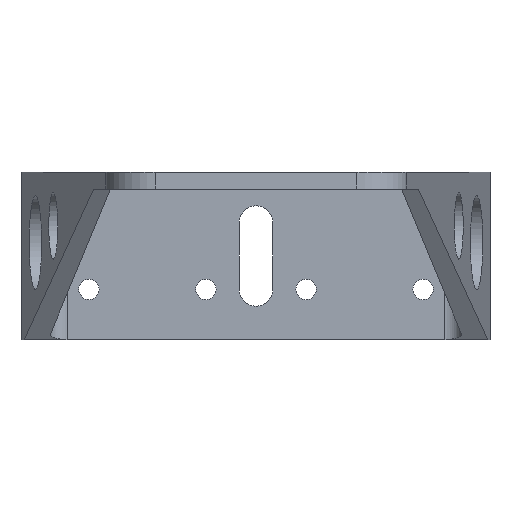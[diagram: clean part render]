
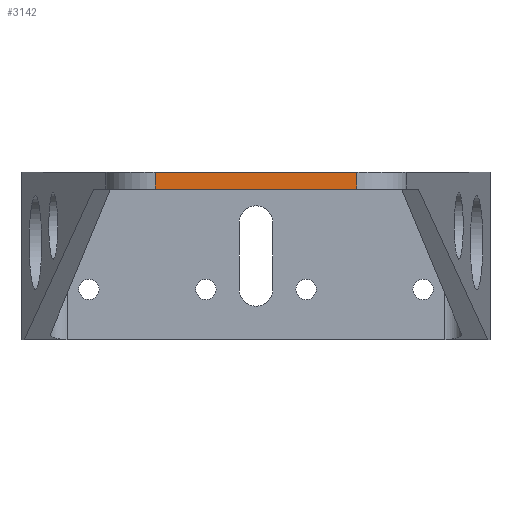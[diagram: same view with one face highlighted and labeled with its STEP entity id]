
A CAD part, front view. The second image highlights one B-rep face of the part: STEP entity #3142.
In plain terms, the highlighted planar face has unit normal (0, -1, 0).
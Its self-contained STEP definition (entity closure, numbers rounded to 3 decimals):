
#32 = PLANE('',#33);
#33 = AXIS2_PLACEMENT_3D('',#34,#35,#36);
#34 = CARTESIAN_POINT('',(-70.,-300.,55.));
#35 = DIRECTION('',(0.,0.,1.));
#36 = DIRECTION('',(0.,1.,0.));
#85 = VERTEX_POINT('',#86);
#86 = CARTESIAN_POINT('',(-30.132,-300.,55.));
#101 = CYLINDRICAL_SURFACE('',#102,15.);
#102 = AXIS2_PLACEMENT_3D('',#103,#104,#105);
#103 = CARTESIAN_POINT('',(-30.132,-285.,55.));
#104 = DIRECTION('',(0.,0.,1.));
#105 = DIRECTION('',(0.,-1.,0.));
#113 = EDGE_CURVE('',#85,#114,#116,.T.);
#114 = VERTEX_POINT('',#115);
#115 = CARTESIAN_POINT('',(30.132,-300.,55.));
#116 = SURFACE_CURVE('',#117,(#121,#128),.PCURVE_S1.);
#117 = LINE('',#118,#119);
#118 = CARTESIAN_POINT('',(-70.,-300.,55.));
#119 = VECTOR('',#120,1.);
#120 = DIRECTION('',(1.,0.,0.));
#121 = PCURVE('',#32,#122);
#122 = DEFINITIONAL_REPRESENTATION('',(#123),#127);
#123 = LINE('',#124,#125);
#124 = CARTESIAN_POINT('',(0.,0.));
#125 = VECTOR('',#126,1.);
#126 = DIRECTION('',(0.,-1.));
#127 = ( GEOMETRIC_REPRESENTATION_CONTEXT(2) 
PARAMETRIC_REPRESENTATION_CONTEXT() REPRESENTATION_CONTEXT('2D SPACE',''
  ) );
#128 = PCURVE('',#129,#134);
#129 = PLANE('',#130);
#130 = AXIS2_PLACEMENT_3D('',#131,#132,#133);
#131 = CARTESIAN_POINT('',(-70.,-300.,50.));
#132 = DIRECTION('',(0.,-1.,0.));
#133 = DIRECTION('',(0.,0.,1.));
#134 = DEFINITIONAL_REPRESENTATION('',(#135),#139);
#135 = LINE('',#136,#137);
#136 = CARTESIAN_POINT('',(5.,0.));
#137 = VECTOR('',#138,1.);
#138 = DIRECTION('',(0.,-1.));
#139 = ( GEOMETRIC_REPRESENTATION_CONTEXT(2) 
PARAMETRIC_REPRESENTATION_CONTEXT() REPRESENTATION_CONTEXT('2D SPACE',''
  ) );
#158 = CYLINDRICAL_SURFACE('',#159,15.);
#159 = AXIS2_PLACEMENT_3D('',#160,#161,#162);
#160 = CARTESIAN_POINT('',(30.132,-285.,55.));
#161 = DIRECTION('',(0.,0.,1.));
#162 = DIRECTION('',(0.,-1.,0.));
#2689 = PLANE('',#2690);
#2690 = AXIS2_PLACEMENT_3D('',#2691,#2692,#2693);
#2691 = CARTESIAN_POINT('',(-70.,-260.,50.));
#2692 = DIRECTION('',(0.,0.,-1.));
#2693 = DIRECTION('',(0.,-1.,0.));
#3041 = VERTEX_POINT('',#3042);
#3042 = CARTESIAN_POINT('',(-30.132,-300.,50.));
#3068 = EDGE_CURVE('',#85,#3041,#3069,.T.);
#3069 = SURFACE_CURVE('',#3070,(#3074,#3081),.PCURVE_S1.);
#3070 = LINE('',#3071,#3072);
#3071 = CARTESIAN_POINT('',(-30.132,-300.,55.));
#3072 = VECTOR('',#3073,1.);
#3073 = DIRECTION('',(0.,0.,-1.));
#3074 = PCURVE('',#101,#3075);
#3075 = DEFINITIONAL_REPRESENTATION('',(#3076),#3080);
#3076 = LINE('',#3077,#3078);
#3077 = CARTESIAN_POINT('',(6.283,0.));
#3078 = VECTOR('',#3079,1.);
#3079 = DIRECTION('',(0.,-1.));
#3080 = ( GEOMETRIC_REPRESENTATION_CONTEXT(2) 
PARAMETRIC_REPRESENTATION_CONTEXT() REPRESENTATION_CONTEXT('2D SPACE',''
  ) );
#3081 = PCURVE('',#129,#3082);
#3082 = DEFINITIONAL_REPRESENTATION('',(#3083),#3087);
#3083 = LINE('',#3084,#3085);
#3084 = CARTESIAN_POINT('',(5.,-39.868));
#3085 = VECTOR('',#3086,1.);
#3086 = DIRECTION('',(-1.,0.));
#3087 = ( GEOMETRIC_REPRESENTATION_CONTEXT(2) 
PARAMETRIC_REPRESENTATION_CONTEXT() REPRESENTATION_CONTEXT('2D SPACE',''
  ) );
#3093 = EDGE_CURVE('',#114,#3094,#3096,.T.);
#3094 = VERTEX_POINT('',#3095);
#3095 = CARTESIAN_POINT('',(30.132,-300.,50.));
#3096 = SURFACE_CURVE('',#3097,(#3101,#3108),.PCURVE_S1.);
#3097 = LINE('',#3098,#3099);
#3098 = CARTESIAN_POINT('',(30.132,-300.,55.));
#3099 = VECTOR('',#3100,1.);
#3100 = DIRECTION('',(0.,0.,-1.));
#3101 = PCURVE('',#158,#3102);
#3102 = DEFINITIONAL_REPRESENTATION('',(#3103),#3107);
#3103 = LINE('',#3104,#3105);
#3104 = CARTESIAN_POINT('',(0.,0.));
#3105 = VECTOR('',#3106,1.);
#3106 = DIRECTION('',(0.,-1.));
#3107 = ( GEOMETRIC_REPRESENTATION_CONTEXT(2) 
PARAMETRIC_REPRESENTATION_CONTEXT() REPRESENTATION_CONTEXT('2D SPACE',''
  ) );
#3108 = PCURVE('',#129,#3109);
#3109 = DEFINITIONAL_REPRESENTATION('',(#3110),#3114);
#3110 = LINE('',#3111,#3112);
#3111 = CARTESIAN_POINT('',(5.,-100.132));
#3112 = VECTOR('',#3113,1.);
#3113 = DIRECTION('',(-1.,0.));
#3114 = ( GEOMETRIC_REPRESENTATION_CONTEXT(2) 
PARAMETRIC_REPRESENTATION_CONTEXT() REPRESENTATION_CONTEXT('2D SPACE',''
  ) );
#3142 = ADVANCED_FACE('',(#3143),#129,.T.);
#3143 = FACE_BOUND('',#3144,.T.);
#3144 = EDGE_LOOP('',(#3145,#3146,#3167,#3168));
#3145 = ORIENTED_EDGE('',*,*,#3068,.T.);
#3146 = ORIENTED_EDGE('',*,*,#3147,.T.);
#3147 = EDGE_CURVE('',#3041,#3094,#3148,.T.);
#3148 = SURFACE_CURVE('',#3149,(#3153,#3160),.PCURVE_S1.);
#3149 = LINE('',#3150,#3151);
#3150 = CARTESIAN_POINT('',(-70.,-300.,50.));
#3151 = VECTOR('',#3152,1.);
#3152 = DIRECTION('',(1.,0.,0.));
#3153 = PCURVE('',#129,#3154);
#3154 = DEFINITIONAL_REPRESENTATION('',(#3155),#3159);
#3155 = LINE('',#3156,#3157);
#3156 = CARTESIAN_POINT('',(0.,0.));
#3157 = VECTOR('',#3158,1.);
#3158 = DIRECTION('',(0.,-1.));
#3159 = ( GEOMETRIC_REPRESENTATION_CONTEXT(2) 
PARAMETRIC_REPRESENTATION_CONTEXT() REPRESENTATION_CONTEXT('2D SPACE',''
  ) );
#3160 = PCURVE('',#2689,#3161);
#3161 = DEFINITIONAL_REPRESENTATION('',(#3162),#3166);
#3162 = LINE('',#3163,#3164);
#3163 = CARTESIAN_POINT('',(40.,0.));
#3164 = VECTOR('',#3165,1.);
#3165 = DIRECTION('',(0.,-1.));
#3166 = ( GEOMETRIC_REPRESENTATION_CONTEXT(2) 
PARAMETRIC_REPRESENTATION_CONTEXT() REPRESENTATION_CONTEXT('2D SPACE',''
  ) );
#3167 = ORIENTED_EDGE('',*,*,#3093,.F.);
#3168 = ORIENTED_EDGE('',*,*,#113,.F.);
